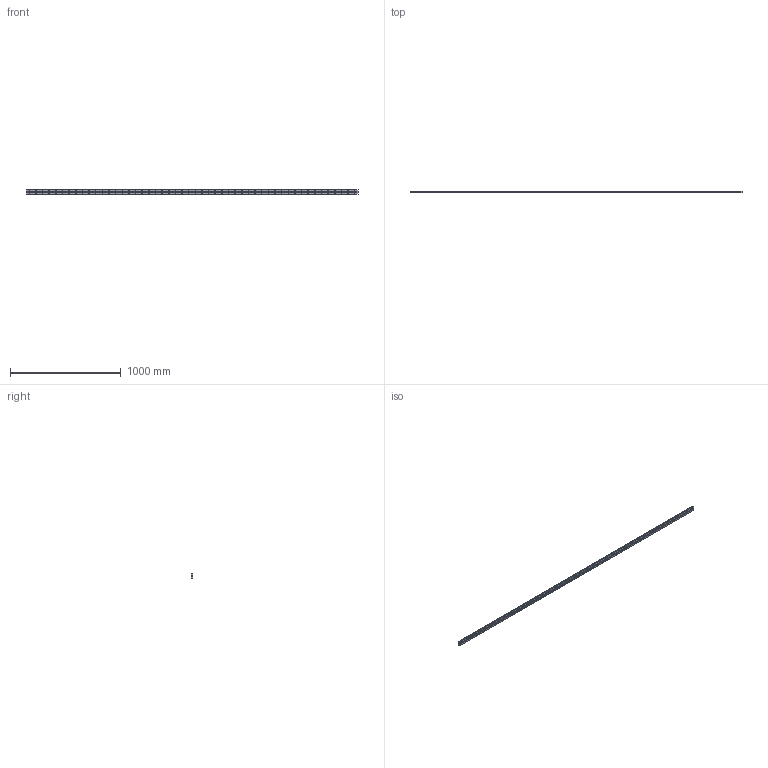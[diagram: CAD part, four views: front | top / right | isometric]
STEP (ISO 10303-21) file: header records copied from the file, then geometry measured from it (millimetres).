
FILE_DESCRIPTION (( 'STEP AP214' ), '1' );
FILE_NAME ('HRW27CA1SS-3000L_G30_0_B-M6F_1463-6_0_0_0_1.STEP', '2021-07-06T11:46:20', ( '' ), ( '' ), 'SwSTEP 2.0', 'SolidWorks 2021', '' );
FILE_SCHEMA (( 'AUTOMOTIVE_DESIGN' ));
Length unit declared in the file: millimetre
Products named in the file (2): _HRW27CA300030 Track; HRW27CA1SS-3000L_G30_0_B-M6F_1463-6_0_0_0_1
Assembly tree (1 placements, depth 2):
  HRW27CA1SS-3000L_G30_0_B-M6F_1463-6_0_0_0_1
    _HRW27CA300030 Track
Bounding box: 3000 x 15 x 42 mm (x, y, z)
Volume: 1674962.3 mm3; surface area: 375872 mm2
Topology: 1 solids, 1 shells, 535 faces, 1299 edges, 866 vertices
Faces by surface type: cylinder 405, plane 130
Entity records: 16589 total; most frequent: DIRECTION 3187, CARTESIAN_POINT 2704, ORIENTED_EDGE 2598, AXIS2_PLACEMENT_3D 1349, EDGE_CURVE 1299, VERTEX_POINT 866, EDGE_LOOP 835, CIRCLE 810
